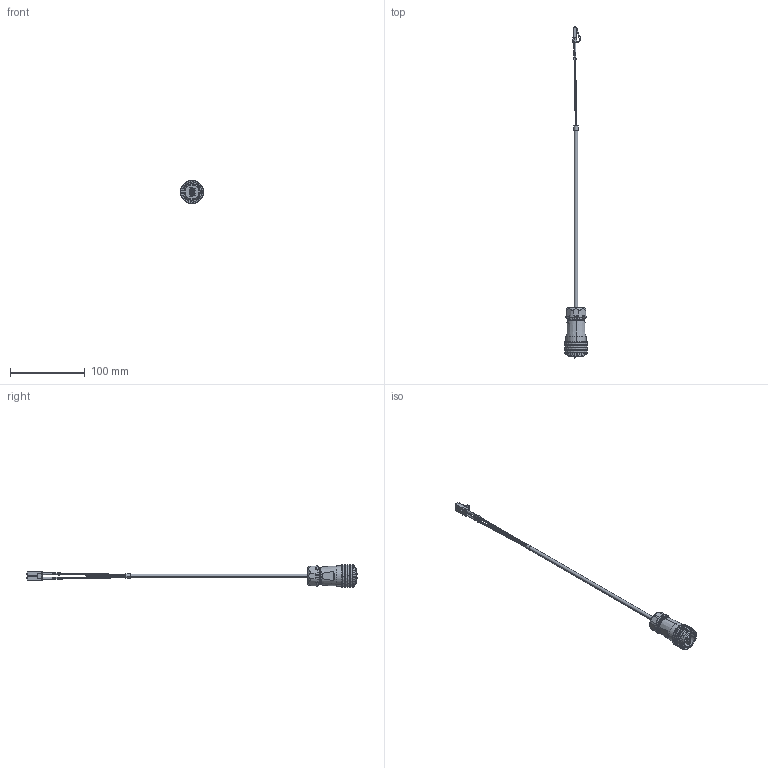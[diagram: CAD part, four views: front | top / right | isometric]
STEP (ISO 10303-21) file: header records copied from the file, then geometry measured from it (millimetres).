
FILE_DESCRIPTION((''),'2;1');
FILE_NAME('3D-SF2410-PLC','2025-07-14T18:40:31',('Administrator'),(''),'CREO PARAMETRIC BY PTC INC, 2018050','CREO PARAMETRIC BY PTC INC, 2018050','');
FILE_SCHEMA(('CONFIG_CONTROL_DESIGN','SHAPE_APPEARANCE_LAYERS_GROUPS'));
Products named in the file (1): 3D-SF2410-PLC
Bounding box: 30.5 x 442.8 x 30.5 mm (x, y, z)
Volume: 38634.2 mm3; surface area: 18067 mm2
Topology: 1 solids, 1 shells, 1722 faces, 6651 edges, 5043 vertices
Faces by surface type: cylinder 1062, plane 323, cone 201, bspline 123, torus 8, extrusion 5
Entity records: 106562 total; most frequent: CARTESIAN_POINT 57751, ORIENTED_EDGE 13298, EDGE_CURVE 6649, DIRECTION 6006, VERTEX_POINT 5043, B_SPLINE_CURVE_WITH_KNOTS 4305, AXIS2_PLACEMENT_3D 2058, VECTOR 1890
